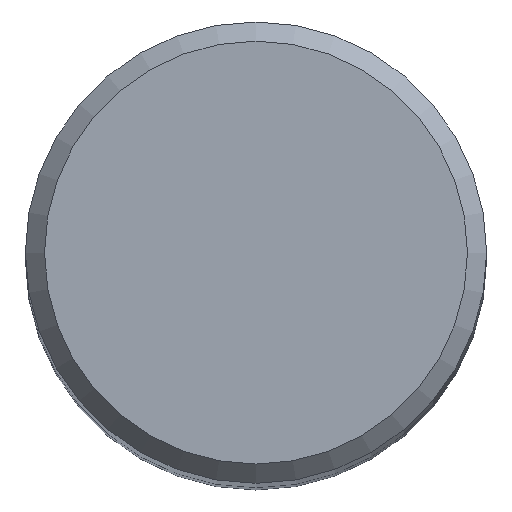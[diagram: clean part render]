
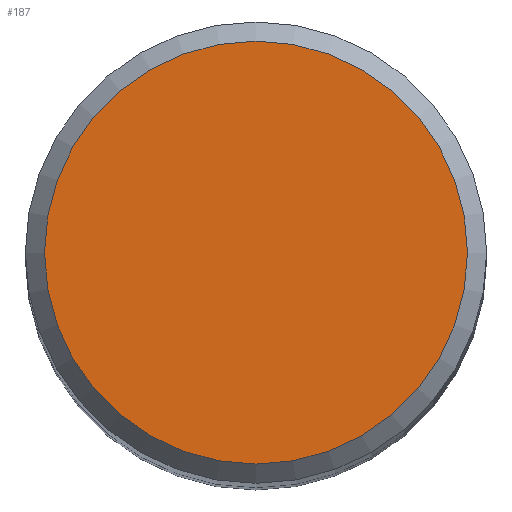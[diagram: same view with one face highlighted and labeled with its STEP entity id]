
A CAD part, top view. The second image highlights one B-rep face of the part: STEP entity #187.
In plain terms, the highlighted planar face has unit normal (0, 0, 1).
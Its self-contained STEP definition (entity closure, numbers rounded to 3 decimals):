
#2 = CARTESIAN_POINT ( 'NONE',  ( 0., 5.5, 100. ) ) ;
#18 = CARTESIAN_POINT ( 'NONE',  ( 0., 0., 100. ) ) ;
#24 = DIRECTION ( 'NONE',  ( 0., 0., -1. ) ) ;
#37 = AXIS2_PLACEMENT_3D ( 'NONE', #190, #24, #123 ) ;
#38 = DIRECTION ( 'NONE',  ( 0., 0., -1. ) ) ;
#55 = PLANE ( 'NONE',  #174 ) ;
#96 = EDGE_LOOP ( 'NONE', ( #166 ) ) ;
#104 = FACE_OUTER_BOUND ( 'NONE', #96, .T. ) ;
#117 = CIRCLE ( 'NONE', #37, 5.5 ) ;
#123 = DIRECTION ( 'NONE',  ( 0., 1., 0. ) ) ;
#165 = DIRECTION ( 'NONE',  ( 0., 1., 0. ) ) ;
#166 = ORIENTED_EDGE ( 'NONE', *, *, #219, .F. ) ;
#168 = VERTEX_POINT ( 'NONE', #2 ) ;
#174 = AXIS2_PLACEMENT_3D ( 'NONE', #18, #38, #165 ) ;
#187 = ADVANCED_FACE ( 'NONE', ( #104 ), #55, .F. ) ;
#190 = CARTESIAN_POINT ( 'NONE',  ( 0., 0., 100. ) ) ;
#219 = EDGE_CURVE ( 'NONE', #168, #168, #117, .T. ) ;
